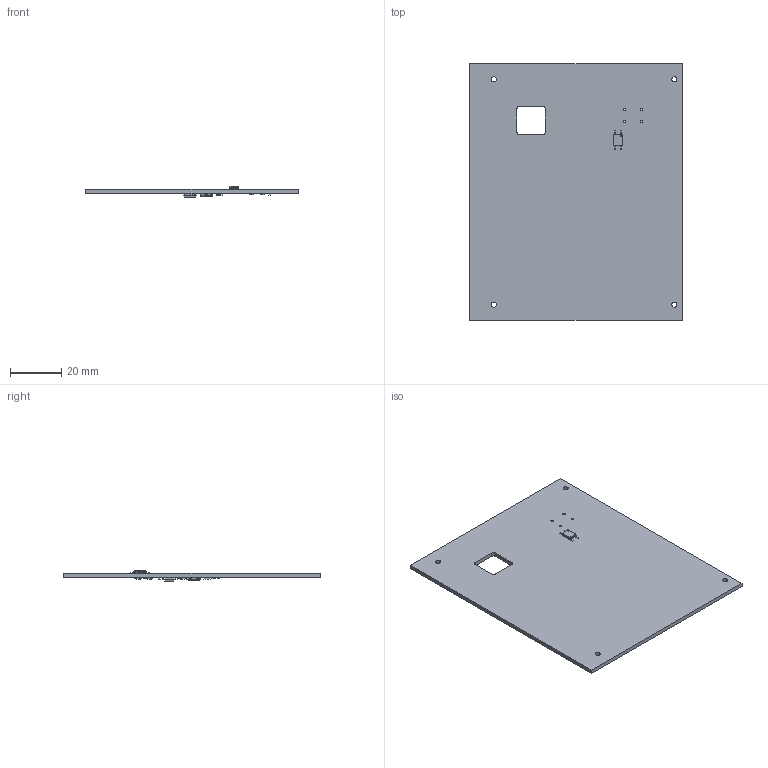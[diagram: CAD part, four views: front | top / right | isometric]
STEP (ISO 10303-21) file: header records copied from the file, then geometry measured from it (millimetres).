
FILE_DESCRIPTION(('KiCad electronic assembly'),'2;1');
FILE_NAME('STS1_SIDEPANEL.step','2022-07-29T11:04:22',('Pcbnew'),( 'Kicad'),'Open CASCADE STEP processor 7.6','KiCad to STEP converter' ,'Unknown');
FILE_SCHEMA(('AUTOMOTIVE_DESIGN { 1 0 10303 214 1 1 1 1 }'));
Length unit declared in the file: millimetre
Products named in the file (18): STS1_SIDEPANEL 1; SO-4_4.4x3.6mm_P2.54mm; SOLID; R_0603_1608Metric; L_0805_2012Metric; C_0603_1608Metric; SOT-563; D_0603_1608Metric; TSSOP-8_4.4x3mm_P0.65mm; SOIC-8_3.9x4.9mm_P1.27mm; STS1_SIDEPANEL PCB
Assembly tree (35 placements, depth 3):
  STS1_SIDEPANEL 1
    SO-4_4.4x3.6mm_P2.54mm
      SOLID
    R_0603_1608Metric  x10
      SOLID
    L_0805_2012Metric
      SOLID
    C_0603_1608Metric  x10
      SOLID
    SOT-563
      SOLID
    D_0603_1608Metric
      SOLID
    TSSOP-8_4.4x3mm_P0.65mm
      SOLID
    SOIC-8_3.9x4.9mm_P1.27mm
      SOLID
    STS1_SIDEPANEL PCB
Bounding box: 82.8 x 100 x 4.55 mm (x, y, z)
Volume: 13109.2 mm3; surface area: 17317.9 mm2
Topology: 27 solids, 27 shells, 1091 faces, 2810 edges, 1800 vertices
Faces by surface type: bspline 1069, cylinder 12, plane 10
Full cylindrical faces by diameter (mm): 0.9 x4, 2 x4
Entity records: 41872 total; most frequent: CARTESIAN_POINT 17066, B_SPLINE_CURVE_WITH_KNOTS 3966, ORIENTED_EDGE 3100, PCURVE 3100, DEFINITIONAL_REPRESENTATION 3100, EDGE_CURVE 1550, SURFACE_CURVE 1538, VERTEX_POINT 972
